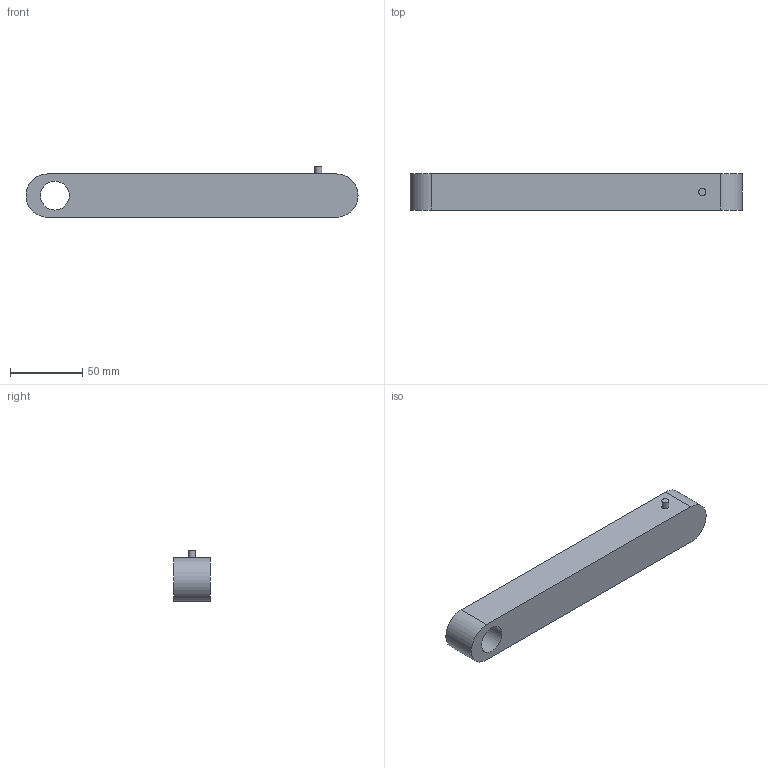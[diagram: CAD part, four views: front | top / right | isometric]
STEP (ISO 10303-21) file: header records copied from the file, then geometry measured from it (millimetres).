
FILE_DESCRIPTION(/* description */ (''),/* implementation_level */ '2;1');
FILE_NAME(/* name */ 'Segunda parte Braço v7.step',/* time_stamp */ '2022-08-22T13:57:46-03:00',/* author */ (''),/* organization */ (''),/* preprocessor_version */ 'ST-DEVELOPER v19',/* originating_system */ 'Autodesk Translation Framework v11.7.0.108',/* authorisation */ '');
FILE_SCHEMA (('AUTOMOTIVE_DESIGN { 1 0 10303 214 3 1 1 }'));
Length unit declared in the file: millimetre
Products named in the file (2): Segunda parte Braço; Component1
Assembly tree (1 placements, depth 2):
  Segunda parte Braço
    Component1
Bounding box: 230 x 25 x 35 mm (x, y, z)
Volume: 159458.5 mm3; surface area: 27087 mm2
Topology: 1 solids, 1 shells, 12 faces, 24 edges, 16 vertices
Faces by surface type: plane 7, cylinder 5
Full cylindrical faces by diameter (mm): 4.999 x1, 20 x1
Entity records: 375 total; most frequent: DIRECTION 64, CARTESIAN_POINT 55, ORIENTED_EDGE 48, AXIS2_PLACEMENT_3D 25, EDGE_CURVE 24, EDGE_LOOP 16, VERTEX_POINT 16, LINE 14
